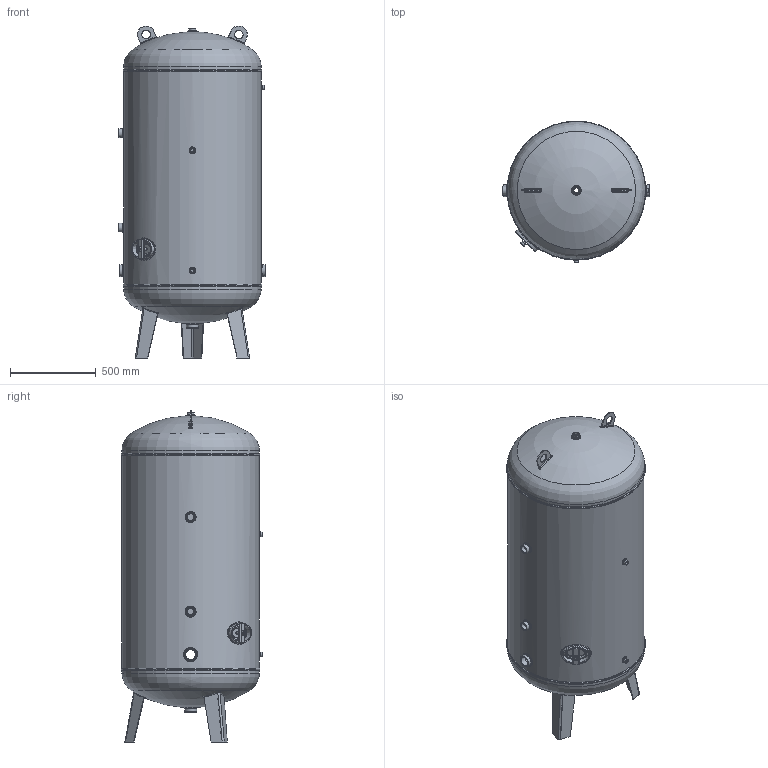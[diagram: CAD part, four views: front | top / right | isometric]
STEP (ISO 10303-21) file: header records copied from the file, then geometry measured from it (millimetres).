
FILE_DESCRIPTION(('HOOPS Exchange Step'),'2;1');
FILE_NAME('BE04_750L.stp','2025-07-14T08:56:18+02:00',('nieru'),('Unknown organisation'),'HOOPS Exchange 2024.2','HOOPS Exchange','Unknown authorisation');
FILE_SCHEMA( ('AP203_CONFIGURATION_CONTROLLED_3D_DESIGN_OF_MECHANICAL_PARTS_AND_ASSEMBLIES_MIM_LF') );
Length unit declared in the file: millimetre
Products named in the file (2): 0; root
Assembly tree (1 placements, depth 2):
  root
    0
Bounding box: 855 x 823.92 x 1932.98 mm (x, y, z)
Volume: 37843850.3 mm3; surface area: 9598902 mm2
Topology: 3 solids, 5 shells, 344 faces, 876 edges, 548 vertices
Faces by surface type: bspline 107, plane 89, cone 53, cylinder 49, torus 42, sphere 4
Full cylindrical faces by diameter (mm): 16 x2, 18.631 x3, 26.631 x3, 30.291 x1, 38.952 x2, 40.291 x1, 50 x2, 50.952 x2, 56.656 x3, 69.656 x3, 784 x1, 800 x3, 807.843 x2
Entity records: 91427 total; most frequent: CARTESIAN_POINT 83792, ORIENTED_EDGE 1754, DIRECTION 1315, EDGE_CURVE 877, VERTEX_POINT 548, AXIS2_PLACEMENT_3D 534, EDGE_LOOP 377, FACE_BOUND 377
